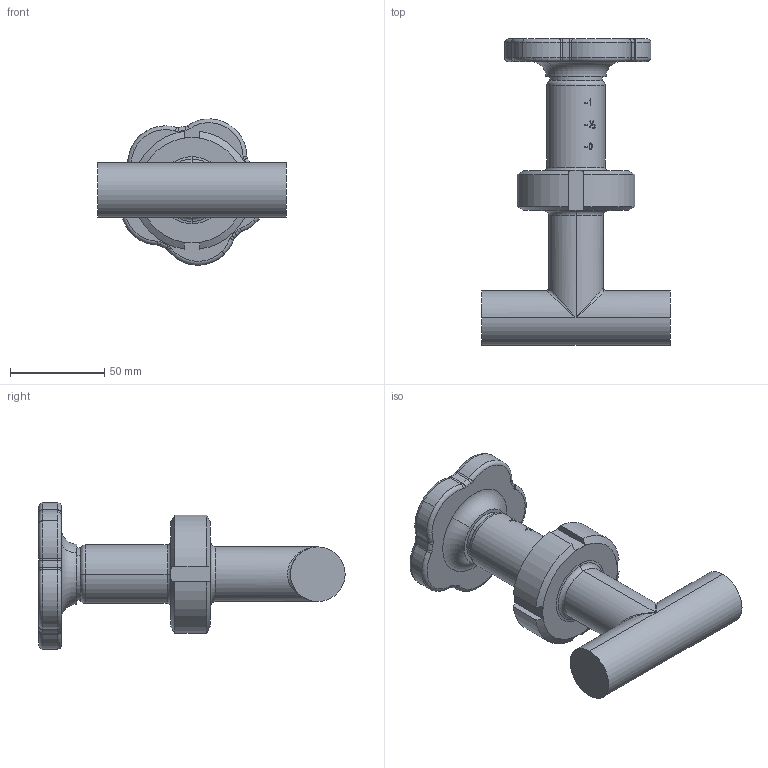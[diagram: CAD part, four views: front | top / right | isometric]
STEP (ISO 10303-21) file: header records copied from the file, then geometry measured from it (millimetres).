
FILE_DESCRIPTION (( 'STEP AP214' ), '1' );
FILE_NAME ('5061025000-xxx.STEP', '2014-12-11T10:51:28', ( 'install' ), ( 'Microsoft' ), 'SwSTEP 2.0', 'SolidWorks 2013', '' );
FILE_SCHEMA (( 'AUTOMOTIVE_DESIGN' ));
Length unit declared in the file: millimetre
Products named in the file (1): 5061025000-xxx
Bounding box: 100 x 162.5 x 77.49 mm (x, y, z)
Volume: 256006.4 mm3; surface area: 38824.1 mm2
Topology: 1 solids, 1 shells, 228 faces, 573 edges, 357 vertices
Faces by surface type: bspline 75, torus 54, cylinder 45, plane 44, cone 10
Entity records: 9289 total; most frequent: CARTESIAN_POINT 4330, ORIENTED_EDGE 1138, DIRECTION 866, EDGE_CURVE 569, VERTEX_POINT 357, AXIS2_PLACEMENT_3D 355, EDGE_LOOP 242, ADVANCED_FACE 228
